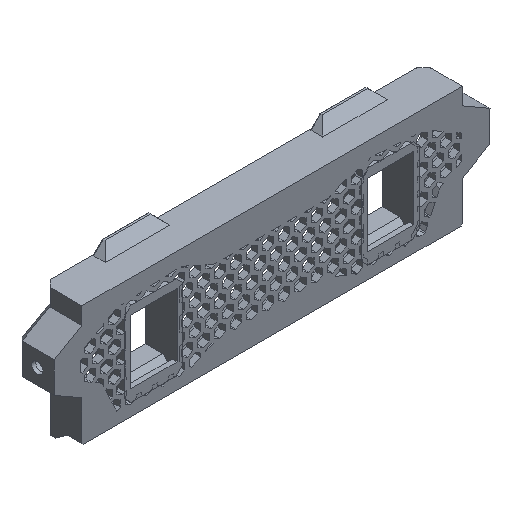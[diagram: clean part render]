
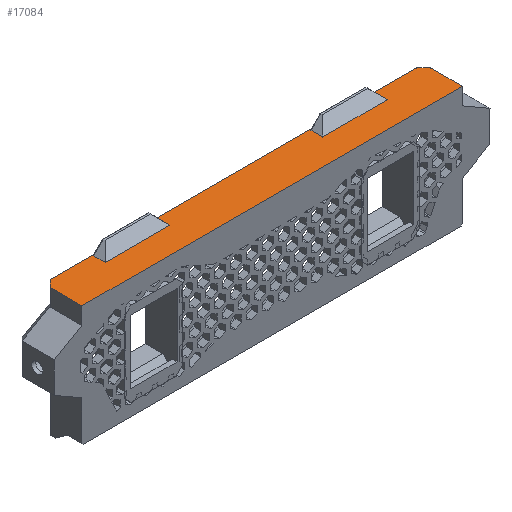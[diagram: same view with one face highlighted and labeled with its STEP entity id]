
A CAD part, isometric view. The second image highlights one B-rep face of the part: STEP entity #17084.
In plain terms, the highlighted planar face has unit normal (0, 0, 1).
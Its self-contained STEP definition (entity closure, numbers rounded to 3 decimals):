
#438=FACE_OUTER_BOUND('',#1479,.T.);
#1479=EDGE_LOOP('',(#13178,#13179,#13180,#13181,#13182,#13183,#13184,#13185,
#13186,#13187,#13188,#13189,#13190,#13191,#13192,#13193,#13194,#13195));
#3122=LINE('',#24673,#5576);
#3830=LINE('',#26062,#6284);
#3834=LINE('',#26068,#6288);
#3835=LINE('',#26071,#6289);
#3839=LINE('',#26078,#6293);
#3859=LINE('',#26119,#6313);
#3861=LINE('',#26123,#6315);
#3866=LINE('',#26133,#6320);
#3896=LINE('',#26198,#6350);
#3900=LINE('',#26205,#6354);
#3901=LINE('',#26206,#6355);
#3910=LINE('',#26224,#6364);
#3911=LINE('',#26226,#6365);
#3912=LINE('',#26228,#6366);
#3913=LINE('',#26230,#6367);
#3914=LINE('',#26232,#6368);
#3915=LINE('',#26233,#6369);
#3916=LINE('',#26234,#6370);
#5576=VECTOR('',#19738,117.626);
#6284=VECTOR('',#20472,3.6);
#6288=VECTOR('',#20478,20.);
#6289=VECTOR('',#20481,3.6);
#6293=VECTOR('',#20487,9.876);
#6313=VECTOR('',#20525,3.004);
#6315=VECTOR('',#20529,0.693);
#6320=VECTOR('',#20538,0.693);
#6350=VECTOR('',#20598,13.653);
#6354=VECTOR('',#20602,48.334);
#6355=VECTOR('',#20603,13.653);
#6364=VECTOR('',#20614,9.876);
#6365=VECTOR('',#20615,0.693);
#6366=VECTOR('',#20616,3.6);
#6367=VECTOR('',#20617,20.);
#6368=VECTOR('',#20618,3.6);
#6369=VECTOR('',#20619,0.693);
#6370=VECTOR('',#20620,3.004);
#7965=VERTEX_POINT('',#24670);
#7966=VERTEX_POINT('',#24672);
#8633=VERTEX_POINT('',#26060);
#8634=VERTEX_POINT('',#26061);
#8635=VERTEX_POINT('',#26066);
#8636=VERTEX_POINT('',#26070);
#8638=VERTEX_POINT('',#26076);
#8650=VERTEX_POINT('',#26118);
#8651=VERTEX_POINT('',#26122);
#8654=VERTEX_POINT('',#26132);
#8673=VERTEX_POINT('',#26195);
#8674=VERTEX_POINT('',#26197);
#8677=VERTEX_POINT('',#26203);
#8685=VERTEX_POINT('',#26223);
#8686=VERTEX_POINT('',#26225);
#8687=VERTEX_POINT('',#26227);
#8688=VERTEX_POINT('',#26229);
#8689=VERTEX_POINT('',#26231);
#9666=EDGE_CURVE('',#7965,#7966,#3122,.T.);
#10376=EDGE_CURVE('',#8633,#8634,#3830,.T.);
#10380=EDGE_CURVE('',#8633,#8635,#3834,.T.);
#10381=EDGE_CURVE('',#8635,#8636,#3835,.T.);
#10385=EDGE_CURVE('',#8638,#7965,#3839,.T.);
#10405=EDGE_CURVE('',#8638,#8650,#3859,.T.);
#10407=EDGE_CURVE('',#8636,#8651,#3861,.T.);
#10412=EDGE_CURVE('',#8654,#8634,#3866,.T.);
#10445=EDGE_CURVE('',#8673,#8674,#3896,.T.);
#10449=EDGE_CURVE('',#8654,#8677,#3900,.T.);
#10450=EDGE_CURVE('',#8650,#8651,#3901,.T.);
#10459=EDGE_CURVE('',#8685,#7966,#3910,.T.);
#10460=EDGE_CURVE('',#8677,#8686,#3911,.T.);
#10461=EDGE_CURVE('',#8687,#8686,#3912,.T.);
#10462=EDGE_CURVE('',#8687,#8688,#3913,.T.);
#10463=EDGE_CURVE('',#8688,#8689,#3914,.T.);
#10464=EDGE_CURVE('',#8689,#8674,#3915,.T.);
#10465=EDGE_CURVE('',#8685,#8673,#3916,.T.);
#13178=ORIENTED_EDGE('',*,*,#10459,.T.);
#13179=ORIENTED_EDGE('',*,*,#9666,.F.);
#13180=ORIENTED_EDGE('',*,*,#10385,.F.);
#13181=ORIENTED_EDGE('',*,*,#10405,.T.);
#13182=ORIENTED_EDGE('',*,*,#10450,.T.);
#13183=ORIENTED_EDGE('',*,*,#10407,.F.);
#13184=ORIENTED_EDGE('',*,*,#10381,.F.);
#13185=ORIENTED_EDGE('',*,*,#10380,.F.);
#13186=ORIENTED_EDGE('',*,*,#10376,.T.);
#13187=ORIENTED_EDGE('',*,*,#10412,.F.);
#13188=ORIENTED_EDGE('',*,*,#10449,.T.);
#13189=ORIENTED_EDGE('',*,*,#10460,.T.);
#13190=ORIENTED_EDGE('',*,*,#10461,.F.);
#13191=ORIENTED_EDGE('',*,*,#10462,.T.);
#13192=ORIENTED_EDGE('',*,*,#10463,.T.);
#13193=ORIENTED_EDGE('',*,*,#10464,.T.);
#13194=ORIENTED_EDGE('',*,*,#10445,.F.);
#13195=ORIENTED_EDGE('',*,*,#10465,.F.);
#16256=PLANE('',#17948);
#17084=ADVANCED_FACE('',(#438),#16256,.T.);
#17948=AXIS2_PLACEMENT_3D('',#26222,#20612,#20613);
#19738=DIRECTION('',(-1.,0.,0.));
#20472=DIRECTION('',(0.,1.,0.));
#20478=DIRECTION('',(1.,0.,0.));
#20481=DIRECTION('',(0.,1.,0.));
#20487=DIRECTION('',(0.,-1.,0.));
#20525=DIRECTION('',(-0.707,0.707,0.));
#20529=DIRECTION('',(-0.816,0.577,0.));
#20538=DIRECTION('',(-0.816,-0.577,0.));
#20598=DIRECTION('',(1.,0.,0.));
#20602=DIRECTION('',(-1.,0.,0.));
#20603=DIRECTION('',(-1.,0.,0.));
#20612=DIRECTION('center_axis',(0.,0.,1.));
#20613=DIRECTION('ref_axis',(0.,-1.,0.));
#20614=DIRECTION('',(0.,-1.,0.));
#20615=DIRECTION('',(0.816,-0.577,0.));
#20616=DIRECTION('',(0.,1.,0.));
#20617=DIRECTION('',(-1.,0.,0.));
#20618=DIRECTION('',(0.,1.,0.));
#20619=DIRECTION('',(0.816,0.577,0.));
#20620=DIRECTION('',(0.707,0.707,0.));
#24670=CARTESIAN_POINT('',(87.881,103.,49.2));
#24672=CARTESIAN_POINT('',(-29.745,103.,49.2));
#24673=CARTESIAN_POINT('',(87.881,103.,49.2));
#26060=CARTESIAN_POINT('',(52.669,111.,49.2));
#26061=CARTESIAN_POINT('',(52.669,114.6,49.2));
#26062=CARTESIAN_POINT('',(52.669,111.,49.2));
#26066=CARTESIAN_POINT('',(72.669,111.,49.2));
#26068=CARTESIAN_POINT('',(52.669,111.,49.2));
#26070=CARTESIAN_POINT('',(72.669,114.6,49.2));
#26071=CARTESIAN_POINT('',(72.669,111.,49.2));
#26076=CARTESIAN_POINT('',(87.881,112.876,49.2));
#26078=CARTESIAN_POINT('',(87.881,112.876,49.2));
#26118=CARTESIAN_POINT('',(85.757,115.,49.2));
#26119=CARTESIAN_POINT('',(87.881,112.876,49.2));
#26122=CARTESIAN_POINT('',(72.104,115.,49.2));
#26123=CARTESIAN_POINT('',(72.669,114.6,49.2));
#26132=CARTESIAN_POINT('',(53.235,115.,49.2));
#26133=CARTESIAN_POINT('',(53.235,115.,49.2));
#26195=CARTESIAN_POINT('',(-27.621,115.,49.2));
#26197=CARTESIAN_POINT('',(-13.967,115.,49.2));
#26198=CARTESIAN_POINT('',(-27.621,115.,49.2));
#26203=CARTESIAN_POINT('',(4.901,115.,49.2));
#26205=CARTESIAN_POINT('',(53.235,115.,49.2));
#26206=CARTESIAN_POINT('',(85.757,115.,49.2));
#26222=CARTESIAN_POINT('Origin',(115.778,115.076,49.2));
#26223=CARTESIAN_POINT('',(-29.745,112.876,49.2));
#26224=CARTESIAN_POINT('',(-29.745,112.876,49.2));
#26225=CARTESIAN_POINT('',(5.467,114.6,49.2));
#26226=CARTESIAN_POINT('',(4.901,115.,49.2));
#26227=CARTESIAN_POINT('',(5.467,111.,49.2));
#26228=CARTESIAN_POINT('',(5.467,111.,49.2));
#26229=CARTESIAN_POINT('',(-14.533,111.,49.2));
#26230=CARTESIAN_POINT('',(5.467,111.,49.2));
#26231=CARTESIAN_POINT('',(-14.533,114.6,49.2));
#26232=CARTESIAN_POINT('',(-14.533,111.,49.2));
#26233=CARTESIAN_POINT('',(-14.533,114.6,49.2));
#26234=CARTESIAN_POINT('',(-29.745,112.876,49.2));
